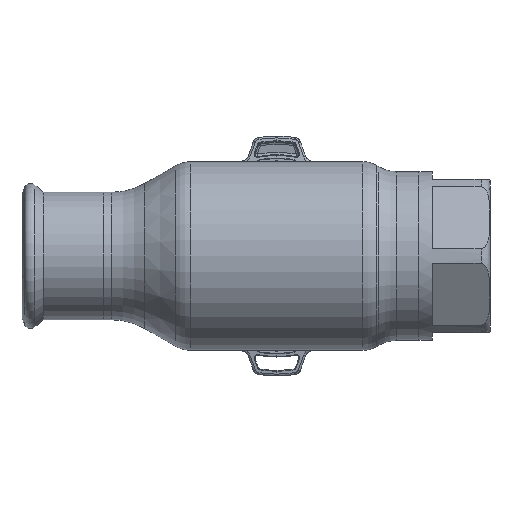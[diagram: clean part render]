
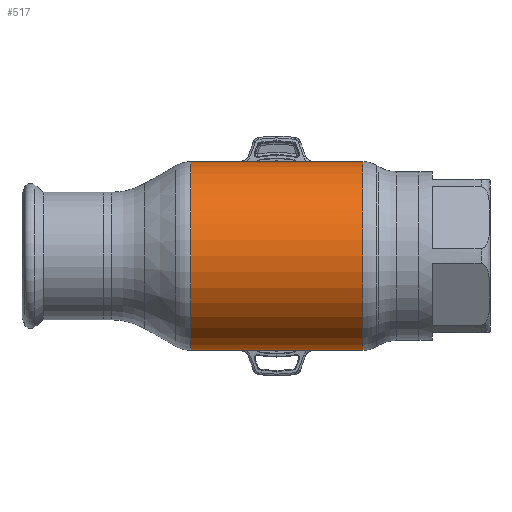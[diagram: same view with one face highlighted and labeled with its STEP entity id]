
A CAD part, front view. The second image highlights one B-rep face of the part: STEP entity #517.
In plain terms, the highlighted cylindrical face has radius 42.5 mm (diameter 85 mm), a partial arc.
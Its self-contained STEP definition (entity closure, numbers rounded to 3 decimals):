
#517 = ADVANCED_FACE ( 'NONE', ( #14420 ), #32267, .T. ) ;
#595 = VERTEX_POINT ( 'NONE', #5603 ) ;
#1243 = CARTESIAN_POINT ( 'NONE',  ( 38.749, 0., 42.5 ) ) ;
#1395 = VERTEX_POINT ( 'NONE', #2878 ) ;
#1838 = AXIS2_PLACEMENT_3D ( 'NONE', #8562, #18899, #29251 ) ;
#1984 = AXIS2_PLACEMENT_3D ( 'NONE', #27644, #4441, #11863 ) ;
#2878 = CARTESIAN_POINT ( 'NONE',  ( -38.749, 0., -42.5 ) ) ;
#3209 = DIRECTION ( 'NONE',  ( -1., 0., 0. ) ) ;
#4053 = VERTEX_POINT ( 'NONE', #27992 ) ;
#4441 = DIRECTION ( 'NONE',  ( -1., 0., 0. ) ) ;
#5343 = LINE ( 'NONE', #9744, #20691 ) ;
#5603 = CARTESIAN_POINT ( 'NONE',  ( 38.749, 0., -42.5 ) ) ;
#6798 = ORIENTED_EDGE ( 'NONE', *, *, #12741, .T. ) ;
#8562 = CARTESIAN_POINT ( 'NONE',  ( 38.749, 0., 0. ) ) ;
#9744 = CARTESIAN_POINT ( 'NONE',  ( -62.69, 0., -42.5 ) ) ;
#9966 = CIRCLE ( 'NONE', #14273, 42.5 ) ;
#10249 = DIRECTION ( 'NONE',  ( -1., 0., 0. ) ) ;
#11748 = DIRECTION ( 'NONE',  ( 0., 0., 1. ) ) ;
#11863 = DIRECTION ( 'NONE',  ( 0., 0., 1. ) ) ;
#12204 = VECTOR ( 'NONE', #3209, 1000. ) ;
#12326 = EDGE_LOOP ( 'NONE', ( #28274, #6798, #14484, #25046 ) ) ;
#12741 = EDGE_CURVE ( 'NONE', #595, #26927, #20274, .T. ) ;
#13692 = LINE ( 'NONE', #21352, #12204 ) ;
#14271 = CARTESIAN_POINT ( 'NONE',  ( -38.749, 0., 0. ) ) ;
#14273 = AXIS2_PLACEMENT_3D ( 'NONE', #14271, #14604, #11748 ) ;
#14420 = FACE_OUTER_BOUND ( 'NONE', #12326, .T. ) ;
#14484 = ORIENTED_EDGE ( 'NONE', *, *, #20664, .T. ) ;
#14604 = DIRECTION ( 'NONE',  ( -1., 0., 0. ) ) ;
#18899 = DIRECTION ( 'NONE',  ( -1., 0., 0. ) ) ;
#20274 = CIRCLE ( 'NONE', #1838, 42.5 ) ;
#20664 = EDGE_CURVE ( 'NONE', #26927, #4053, #13692, .T. ) ;
#20691 = VECTOR ( 'NONE', #10249, 1000. ) ;
#21352 = CARTESIAN_POINT ( 'NONE',  ( -62.69, 0., 42.5 ) ) ;
#24977 = EDGE_CURVE ( 'NONE', #1395, #4053, #9966, .T. ) ;
#25046 = ORIENTED_EDGE ( 'NONE', *, *, #24977, .F. ) ;
#26927 = VERTEX_POINT ( 'NONE', #1243 ) ;
#27640 = EDGE_CURVE ( 'NONE', #595, #1395, #5343, .T. ) ;
#27644 = CARTESIAN_POINT ( 'NONE',  ( -62.69, 0., 0. ) ) ;
#27992 = CARTESIAN_POINT ( 'NONE',  ( -38.749, 0., 42.5 ) ) ;
#28274 = ORIENTED_EDGE ( 'NONE', *, *, #27640, .F. ) ;
#29251 = DIRECTION ( 'NONE',  ( 0., 0., 1. ) ) ;
#32267 = CYLINDRICAL_SURFACE ( 'NONE', #1984, 42.5 ) ;
